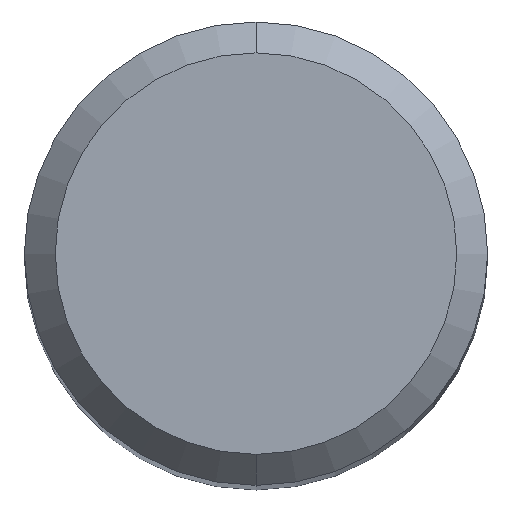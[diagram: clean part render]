
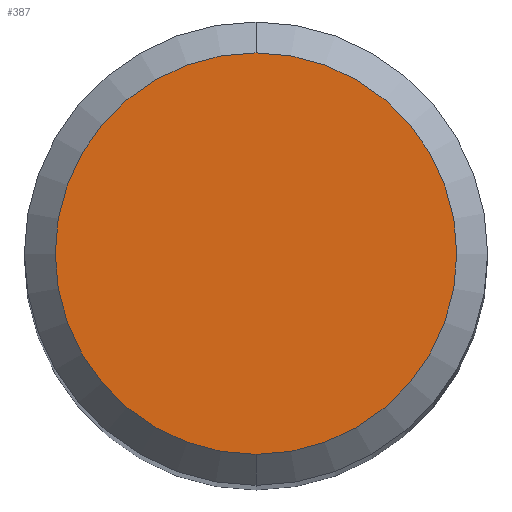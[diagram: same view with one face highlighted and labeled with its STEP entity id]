
A CAD part, top view. The second image highlights one B-rep face of the part: STEP entity #387.
In plain terms, the highlighted planar face has unit normal (0, 0, 1).
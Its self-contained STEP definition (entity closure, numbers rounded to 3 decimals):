
#173=VERTEX_POINT('',#464);
#215=EDGE_CURVE('',#173,#399,#507,.T.);
#251=EDGE_CURVE('',#399,#173,#547,.T.);
#387=ADVANCED_FACE('',(#698),#699,.T.);
#399=VERTEX_POINT('',#712);
#464=CARTESIAN_POINT('',(0.0,2.6,0.0));
#507=CIRCLE('',#930,2.6);
#547=CIRCLE('',#992,2.6);
#698=FACE_OUTER_BOUND('',#1270,.T.);
#699=PLANE('',#1271);
#712=CARTESIAN_POINT('',(0.,-2.6,0.0));
#930=AXIS2_PLACEMENT_3D('',#1409,#1410,#1411);
#992=AXIS2_PLACEMENT_3D('',#1464,#1465,#1466);
#1270=EDGE_LOOP('',(#1620,#1621));
#1271=AXIS2_PLACEMENT_3D('',#1622,#1623,#1624);
#1409=CARTESIAN_POINT('',(0.0,0.0,0.0));
#1410=DIRECTION('',(0.0,0.0,-1.0));
#1411=DIRECTION('',(0.0,1.0,0.0));
#1464=CARTESIAN_POINT('',(0.0,0.0,0.0));
#1465=DIRECTION('',(0.0,0.0,-1.0));
#1466=DIRECTION('',(0.0,1.0,0.0));
#1620=ORIENTED_EDGE('',*,*,#215,.F.);
#1621=ORIENTED_EDGE('',*,*,#251,.F.);
#1622=CARTESIAN_POINT('',(0.0,1.3,0.0));
#1623=DIRECTION('',(-0.0,0.0,1.0));
#1624=DIRECTION('',(0.0,-1.0,0.0));
